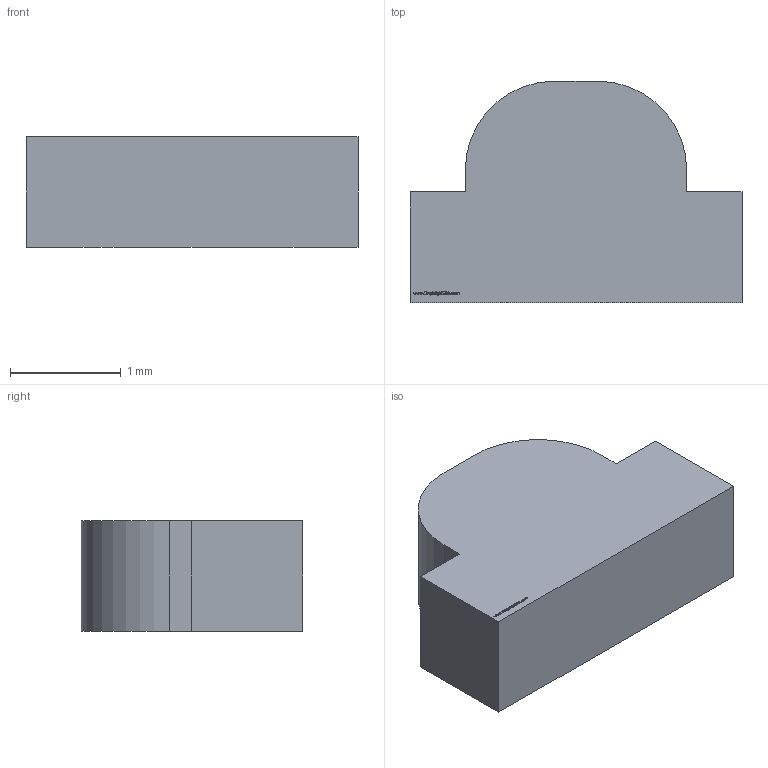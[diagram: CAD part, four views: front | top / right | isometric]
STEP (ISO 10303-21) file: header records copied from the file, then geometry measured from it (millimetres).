
FILE_DESCRIPTION( ( '' ), ' ' );
FILE_NAME( '5c91cab1c6122417226f4f2e.step', '2019-03-20T05:08:01', ( '' ), ( '' ), ' ', ' ', ' ' );
FILE_SCHEMA( ( 'AUTOMOTIVE_DESIGN { 1 0 10303 214 1 1 1 1 }' ) );
Length unit declared in the file: metre
Products named in the file (1): APA3010
Bounding box: 3 x 2 x 1 mm (x, y, z)
Volume: 4.7 mm3; surface area: 18.8 mm2
Topology: 1 solids, 1 shells, 295 faces, 789 edges, 524 vertices
Faces by surface type: plane 178, cylinder 105, bspline 7, extrusion 5
Entity records: 12191 total; most frequent: CARTESIAN_POINT 2460, ORIENTED_EDGE 1578, DIRECTION 1462, EDGE_CURVE 789, VERTEX_POINT 524, AXIS2_PLACEMENT_3D 494, VECTOR 474, LINE 469
